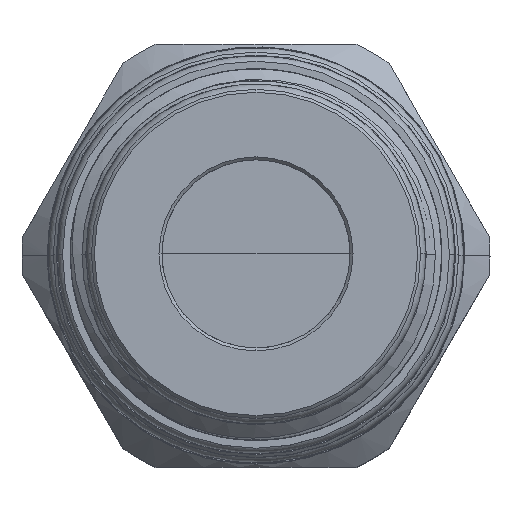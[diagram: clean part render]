
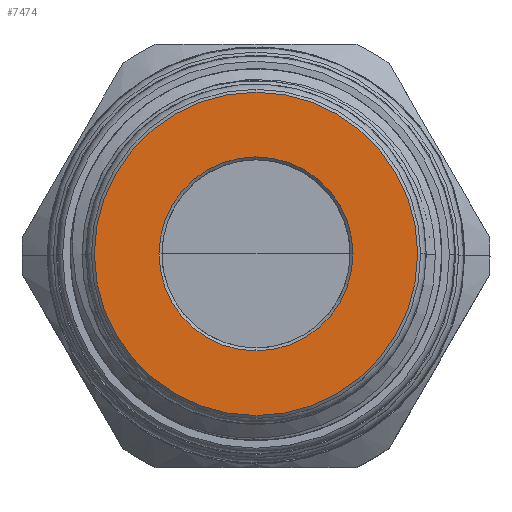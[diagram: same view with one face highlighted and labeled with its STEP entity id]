
A CAD part, top view. The second image highlights one B-rep face of the part: STEP entity #7474.
In plain terms, the highlighted planar face has unit normal (0, 0, 1).
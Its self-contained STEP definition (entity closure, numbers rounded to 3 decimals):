
#243 = ORIENTED_EDGE ( 'NONE', *, *, #6831, .F. ) ;
#342 = DIRECTION ( 'NONE',  ( 0., 0., -1. ) ) ;
#378 = ORIENTED_EDGE ( 'NONE', *, *, #1899, .T. ) ;
#1169 = PLANE ( 'NONE',  #8432 ) ;
#1868 = CARTESIAN_POINT ( 'NONE',  ( 0., 0., 19.06 ) ) ;
#1899 = EDGE_CURVE ( 'NONE', #6006, #8661, #3012, .T. ) ;
#2279 = FACE_OUTER_BOUND ( 'NONE', #2927, .T. ) ;
#2389 = CARTESIAN_POINT ( 'NONE',  ( 0., 6.55, 19.06 ) ) ;
#2764 = EDGE_CURVE ( 'NONE', #8661, #6006, #5490, .T. ) ;
#2927 = EDGE_LOOP ( 'NONE', ( #243, #9476 ) ) ;
#2956 = CARTESIAN_POINT ( 'NONE',  ( 0., 0., 19.06 ) ) ;
#3012 = CIRCLE ( 'NONE', #4796, 6.55 ) ;
#3029 = ORIENTED_EDGE ( 'NONE', *, *, #2764, .T. ) ;
#3350 = DIRECTION ( 'NONE',  ( 0., -1., 0. ) ) ;
#4017 = CARTESIAN_POINT ( 'NONE',  ( 0., 0., 19.06 ) ) ;
#4163 = DIRECTION ( 'NONE',  ( 0., 1., 0. ) ) ;
#4244 = AXIS2_PLACEMENT_3D ( 'NONE', #4017, #342, #3350 ) ;
#4339 = EDGE_LOOP ( 'NONE', ( #3029, #378 ) ) ;
#4366 = DIRECTION ( 'NONE',  ( 0., -1., 0. ) ) ;
#4397 = DIRECTION ( 'NONE',  ( 0., 0., -1. ) ) ;
#4583 = DIRECTION ( 'NONE',  ( 0., 0., -1. ) ) ;
#4609 = DIRECTION ( 'NONE',  ( 0., -1., 0. ) ) ;
#4796 = AXIS2_PLACEMENT_3D ( 'NONE', #7391, #4397, #4366 ) ;
#5011 = EDGE_CURVE ( 'NONE', #6418, #7106, #6329, .T. ) ;
#5182 = DIRECTION ( 'NONE',  ( 0., -1., 0. ) ) ;
#5272 = AXIS2_PLACEMENT_3D ( 'NONE', #6070, #4583, #4609 ) ;
#5466 = AXIS2_PLACEMENT_3D ( 'NONE', #2956, #6029, #5182 ) ;
#5490 = CIRCLE ( 'NONE', #4244, 6.55 ) ;
#6006 = VERTEX_POINT ( 'NONE', #8811 ) ;
#6029 = DIRECTION ( 'NONE',  ( 0., 0., -1. ) ) ;
#6050 = FACE_BOUND ( 'NONE', #4339, .T. ) ;
#6070 = CARTESIAN_POINT ( 'NONE',  ( 0., 0., 19.06 ) ) ;
#6131 = CARTESIAN_POINT ( 'NONE',  ( 0., -10.915, 19.06 ) ) ;
#6329 = CIRCLE ( 'NONE', #5272, 10.915 ) ;
#6418 = VERTEX_POINT ( 'NONE', #8893 ) ;
#6831 = EDGE_CURVE ( 'NONE', #7106, #6418, #9373, .T. ) ;
#7106 = VERTEX_POINT ( 'NONE', #6131 ) ;
#7391 = CARTESIAN_POINT ( 'NONE',  ( 0., 0., 19.06 ) ) ;
#7474 = ADVANCED_FACE ( 'NONE', ( #6050, #2279 ), #1169, .T. ) ;
#7901 = DIRECTION ( 'NONE',  ( 0., 0., 1. ) ) ;
#8432 = AXIS2_PLACEMENT_3D ( 'NONE', #1868, #7901, #4163 ) ;
#8661 = VERTEX_POINT ( 'NONE', #2389 ) ;
#8811 = CARTESIAN_POINT ( 'NONE',  ( 0., -6.55, 19.06 ) ) ;
#8893 = CARTESIAN_POINT ( 'NONE',  ( 0., 10.915, 19.06 ) ) ;
#9373 = CIRCLE ( 'NONE', #5466, 10.915 ) ;
#9476 = ORIENTED_EDGE ( 'NONE', *, *, #5011, .F. ) ;
